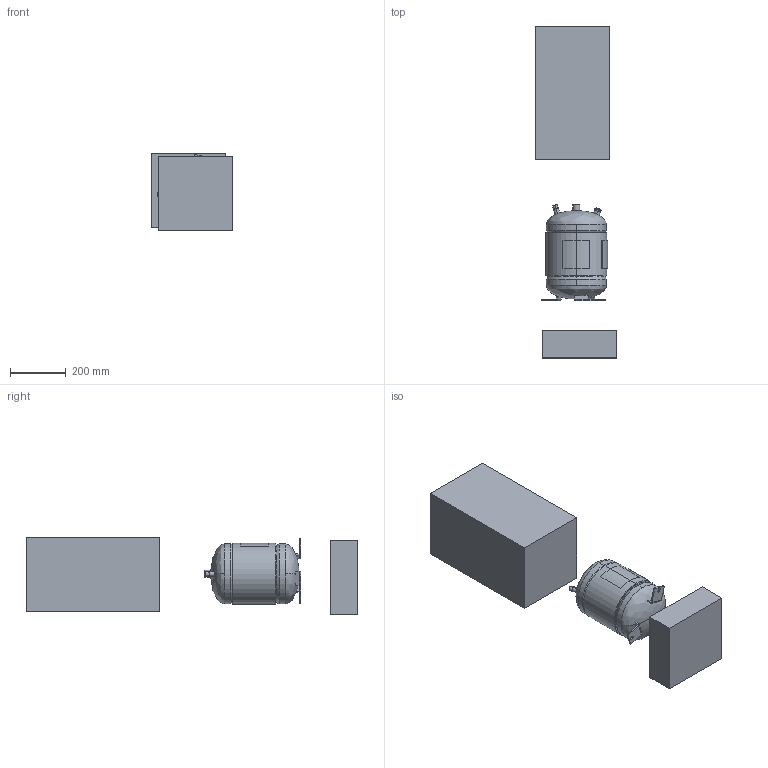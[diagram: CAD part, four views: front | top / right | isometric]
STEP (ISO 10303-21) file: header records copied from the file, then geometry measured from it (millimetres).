
FILE_DESCRIPTION (( 'STEP AP203' ), '1' );
FILE_NAME ('119-4534.STEP', '2024-11-29T13:55:04', ( '' ), ( '' ), 'SwSTEP 2.0', 'SolidWorks 2022', '' );
FILE_SCHEMA (( 'CONFIG_CONTROL_DESIGN' ));
Length unit declared in the file: millimetre
Products named in the file (5): 0zz0268b_box_1_CLOSED BOX; 0zz0268b_box_2; 119-4534; 119-8194; 8zz0003b-flat_draft01
Assembly tree (4 placements, depth 2):
  119-4534
    0zz0268b_box_1_CLOSED BOX
    119-8194
    0zz0268b_box_2
    8zz0003b-flat_draft01
Bounding box: 290.81 x 1194.64 x 276.5 mm (x, y, z)
Volume: 35237586 mm3; surface area: 1481049.2 mm2
Topology: 3 solids, 27 shells, 173 faces, 829 edges, 673 vertices
Faces by surface type: plane 101, cylinder 53, bspline 15, cone 4
Entity records: 11866 total; most frequent: CARTESIAN_POINT 5273, ORIENTED_EDGE 1131, DIRECTION 1065, EDGE_CURVE 824, VERTEX_POINT 673, LINE 501, VECTOR 501, AXIS2_PLACEMENT_3D 282
